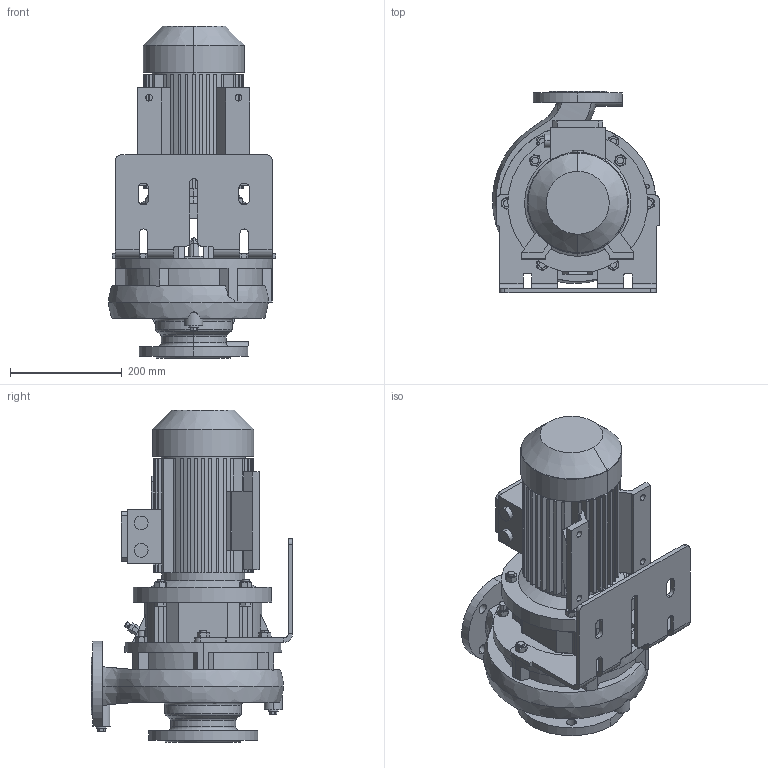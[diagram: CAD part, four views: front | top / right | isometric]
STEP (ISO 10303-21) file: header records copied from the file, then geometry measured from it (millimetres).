
FILE_DESCRIPTION (( 'STEP AP214' ), '1' );
FILE_NAME ('ﾌﾓ-311-200-ﾌ2-311-272-03-11.step', '2025-04-07T07:34:10', ( 'adb' ), ( '' ), 'SwSTEP 2.0', 'SolidWorks 2016', '' );
FILE_SCHEMA (( 'AUTOMOTIVE_DESIGN' ));
Length unit declared in the file: millimetre
Products named in the file (1): ﾌﾓ-311-200-ﾌ2-311-272-03-11
Bounding box: 298.32 x 360 x 593 mm (x, y, z)
Volume: 14417920.5 mm3; surface area: 1480012.1 mm2
Topology: 8 solids, 19 shells, 1055 faces, 2748 edges, 1786 vertices
Faces by surface type: plane 577, cylinder 363, cone 85, bspline 23, torus 7
Entity records: 51134 total; most frequent: CARTESIAN_POINT 13362, ORIENTED_EDGE 5492, DIRECTION 5359, EDGE_CURVE 2746, AXIS2_PLACEMENT_3D 1932, VERTEX_POINT 1786, VECTOR 1495, LINE 1495
